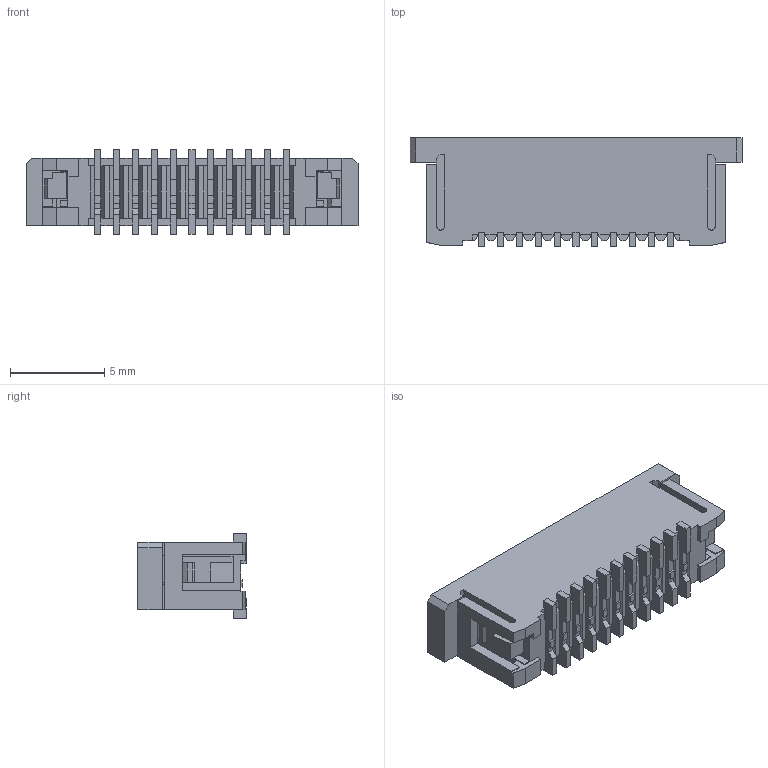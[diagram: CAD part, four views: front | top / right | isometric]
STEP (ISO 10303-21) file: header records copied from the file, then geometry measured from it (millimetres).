
FILE_DESCRIPTION((''),'2;1');
FILE_NAME('526101133','2019-06-21T',('gga'),(''),'PRO/ENGINEER BY PARAMETRIC TECHNOLOGY CORPORATION, 2016010','PRO/ENGINEER BY PARAMETRIC TECHNOLOGY CORPORATION, 2016010','');
FILE_SCHEMA(('CONFIG_CONTROL_DESIGN'));
Length unit declared in the file: millimetre
Products named in the file (1): 526101133
Bounding box: 17.6 x 5.75 x 4.5 mm (x, y, z)
Volume: 275.8 mm3; surface area: 693.5 mm2
Topology: 1 solids, 1 shells, 478 faces, 1525 edges, 1036 vertices
Faces by surface type: plane 451, cylinder 27
Entity records: 16486 total; most frequent: CARTESIAN_POINT 2964, ORIENTED_EDGE 2874, DIRECTION 2533, VECTOR 1471, LINE 1471, EDGE_CURVE 1437, VERTEX_POINT 948, AXIS2_PLACEMENT_3D 531
